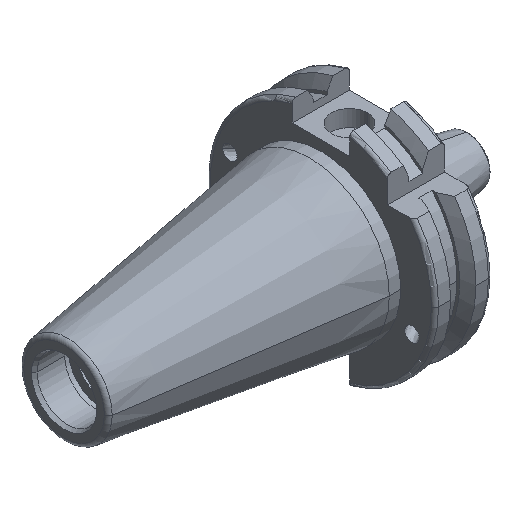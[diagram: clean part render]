
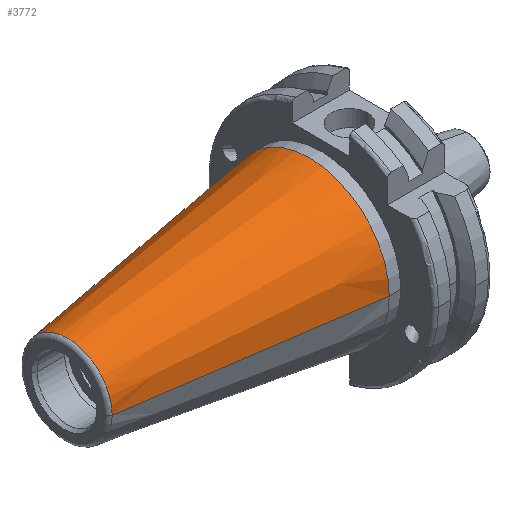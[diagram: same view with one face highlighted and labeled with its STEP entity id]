
A CAD part, isometric view. The second image highlights one B-rep face of the part: STEP entity #3772.
In plain terms, the highlighted conical face has half-angle 8.297 degrees and reference radius 22.225 mm.
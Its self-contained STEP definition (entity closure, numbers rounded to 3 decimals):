
#137 = EDGE_CURVE ( 'NONE', #2775, #1097, #528, .T. ) ;
#183 = CARTESIAN_POINT ( 'NONE',  ( -19.1, -22.225, 0. ) ) ;
#186 = ORIENTED_EDGE ( 'NONE', *, *, #137, .T. ) ;
#238 = DIRECTION ( 'NONE',  ( 0.99, -0.144, 0. ) ) ;
#246 = CARTESIAN_POINT ( 'NONE',  ( -86.473, 0., 0. ) ) ;
#316 = CONICAL_SURFACE ( 'NONE', #526, 22.225, 0.145 ) ;
#444 = CARTESIAN_POINT ( 'NONE',  ( -19.1, 22.225, 0. ) ) ;
#526 = AXIS2_PLACEMENT_3D ( 'NONE', #3643, #3942, #3351 ) ;
#528 = CIRCLE ( 'NONE', #3160, 22.225 ) ;
#564 = DIRECTION ( 'NONE',  ( 0., -1., 0. ) ) ;
#834 = CARTESIAN_POINT ( 'NONE',  ( -19.1, 22.225, 0. ) ) ;
#1030 = CIRCLE ( 'NONE', #2392, 12.4 ) ;
#1097 = VERTEX_POINT ( 'NONE', #834 ) ;
#1143 = DIRECTION ( 'NONE',  ( -1., 0., 0. ) ) ;
#1247 = VERTEX_POINT ( 'NONE', #2091 ) ;
#1325 = EDGE_CURVE ( 'NONE', #1247, #3847, #1030, .T. ) ;
#1381 = VECTOR ( 'NONE', #238, 1000. ) ;
#1421 = EDGE_LOOP ( 'NONE', ( #2593, #3258, #186, #3952 ) ) ;
#1547 = FACE_OUTER_BOUND ( 'NONE', #1421, .T. ) ;
#1665 = EDGE_CURVE ( 'NONE', #3847, #1097, #3453, .T. ) ;
#2091 = CARTESIAN_POINT ( 'NONE',  ( -86.473, -12.4, 0. ) ) ;
#2392 = AXIS2_PLACEMENT_3D ( 'NONE', #246, #2414, #564 ) ;
#2414 = DIRECTION ( 'NONE',  ( -1., 0., 0. ) ) ;
#2593 = ORIENTED_EDGE ( 'NONE', *, *, #1325, .F. ) ;
#2630 = VECTOR ( 'NONE', #3823, 1000. ) ;
#2775 = VERTEX_POINT ( 'NONE', #183 ) ;
#2964 = EDGE_CURVE ( 'NONE', #1247, #2775, #3101, .T. ) ;
#2986 = CARTESIAN_POINT ( 'NONE',  ( -19.1, 0., 0. ) ) ;
#3101 = LINE ( 'NONE', #3935, #1381 ) ;
#3160 = AXIS2_PLACEMENT_3D ( 'NONE', #2986, #1143, #3282 ) ;
#3258 = ORIENTED_EDGE ( 'NONE', *, *, #2964, .T. ) ;
#3282 = DIRECTION ( 'NONE',  ( 0., -1., 0. ) ) ;
#3351 = DIRECTION ( 'NONE',  ( 0., 1., 0. ) ) ;
#3453 = LINE ( 'NONE', #444, #2630 ) ;
#3643 = CARTESIAN_POINT ( 'NONE',  ( -19.1, 0., 0. ) ) ;
#3772 = ADVANCED_FACE ( 'NONE', ( #1547 ), #316, .T. ) ;
#3823 = DIRECTION ( 'NONE',  ( 0.99, 0.144, 0. ) ) ;
#3847 = VERTEX_POINT ( 'NONE', #3994 ) ;
#3935 = CARTESIAN_POINT ( 'NONE',  ( -19.1, -22.225, 0. ) ) ;
#3942 = DIRECTION ( 'NONE',  ( 1., 0., 0. ) ) ;
#3952 = ORIENTED_EDGE ( 'NONE', *, *, #1665, .F. ) ;
#3994 = CARTESIAN_POINT ( 'NONE',  ( -86.473, 12.4, 0. ) ) ;
